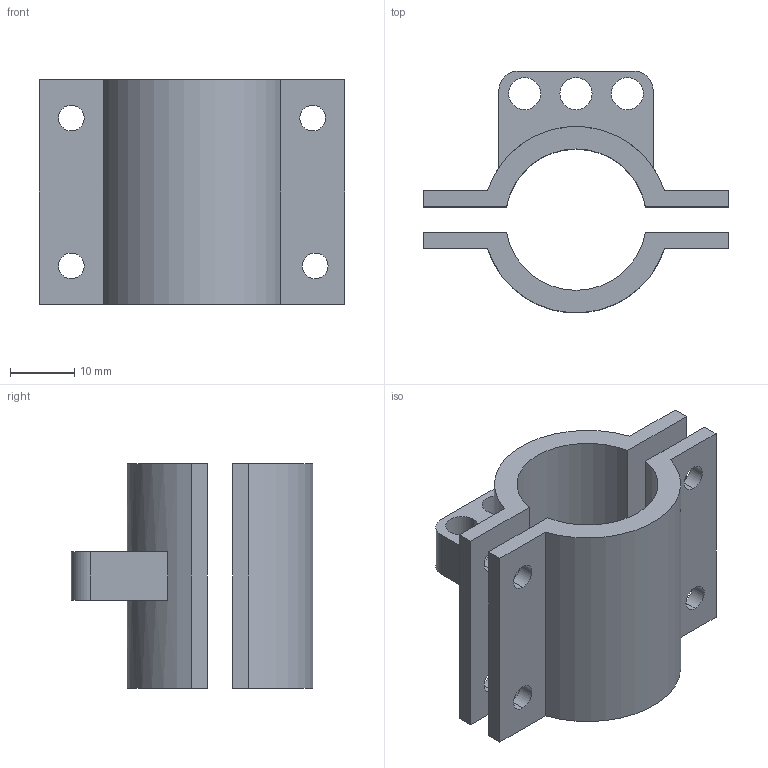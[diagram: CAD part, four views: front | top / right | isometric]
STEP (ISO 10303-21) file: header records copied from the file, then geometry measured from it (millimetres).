
FILE_DESCRIPTION (( 'STEP AP214' ), '1' );
FILE_NAME ('handlebar clamp.STEP', '2016-11-27T16:15:37', ( '' ), ( '' ), 'SwSTEP 2.0', 'SolidWorks 2014', '' );
FILE_SCHEMA (( 'AUTOMOTIVE_DESIGN' ));
Length unit declared in the file: millimetre
Products named in the file (1): handlebar clamp
Bounding box: 47.57 x 37.59 x 35 mm (x, y, z)
Volume: 13388.1 mm3; surface area: 9906.3 mm2
Topology: 2 solids, 2 shells, 49 faces, 132 edges, 88 vertices
Faces by surface type: cylinder 28, plane 21
Entity records: 1651 total; most frequent: DIRECTION 290, CARTESIAN_POINT 270, ORIENTED_EDGE 264, EDGE_CURVE 132, AXIS2_PLACEMENT_3D 108, VERTEX_POINT 88, VECTOR 74, LINE 74
